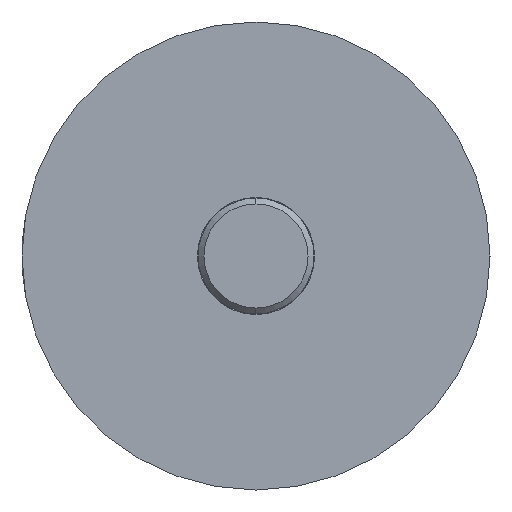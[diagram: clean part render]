
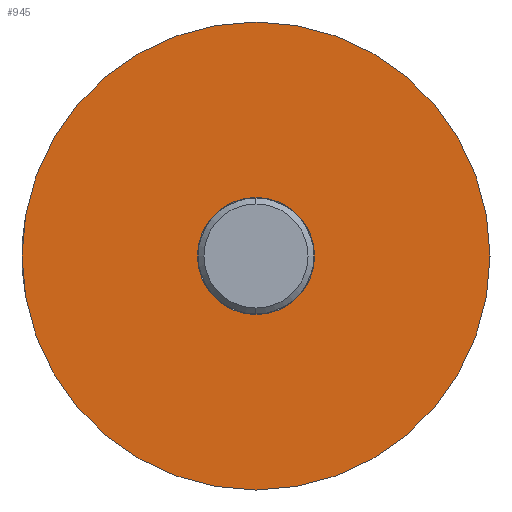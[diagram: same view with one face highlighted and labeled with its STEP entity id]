
A CAD part, left-side view. The second image highlights one B-rep face of the part: STEP entity #945.
In plain terms, the highlighted planar face has unit normal (-1, 0, 0).
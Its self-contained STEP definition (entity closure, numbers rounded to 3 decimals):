
#788=CARTESIAN_POINT('',(0.,0.,0.));
#789=DIRECTION('',(-1.,0.,0.));
#790=DIRECTION('',(0.,1.,0.));
#791=AXIS2_PLACEMENT_3D('',#788,#789,#790);
#793=CARTESIAN_POINT('',(0.,0.,0.));
#794=DIRECTION('',(1.,0.,0.));
#795=DIRECTION('',(0.,1.,0.));
#796=AXIS2_PLACEMENT_3D('',#793,#794,#795);
#798=CARTESIAN_POINT('',(0.,0.,0.));
#799=DIRECTION('',(-1.,0.,0.));
#800=DIRECTION('',(0.,1.,0.));
#801=AXIS2_PLACEMENT_3D('',#798,#799,#800);
#803=CARTESIAN_POINT('',(0.,0.,0.));
#804=DIRECTION('',(-1.,0.,0.));
#805=DIRECTION('',(0.,-1.,0.));
#806=AXIS2_PLACEMENT_3D('',#803,#804,#805);
#817=CARTESIAN_POINT('',(0.,20.,0.));
#819=VERTEX_POINT('',#817);
#821=CARTESIAN_POINT('',(0.,-20.,0.));
#823=VERTEX_POINT('',#821);
#836=CARTESIAN_POINT('',(0.,5.,0.));
#837=CARTESIAN_POINT('',(0.,-5.,0.));
#838=VERTEX_POINT('',#836);
#839=VERTEX_POINT('',#837);
#930=CARTESIAN_POINT('',(0.,0.,0.));
#931=DIRECTION('',(1.,0.,0.));
#932=DIRECTION('',(0.,-1.,0.));
#933=AXIS2_PLACEMENT_3D('',#930,#931,#932);
#934=PLANE('',#933);
#935=ORIENTED_EDGE('',*,*,#923,.F.);
#936=ORIENTED_EDGE('',*,*,#912,.T.);
#937=EDGE_LOOP('',(#935,#936));
#938=FACE_OUTER_BOUND('',#937,.F.);
#940=ORIENTED_EDGE('',*,*,#939,.T.);
#942=ORIENTED_EDGE('',*,*,#941,.T.);
#943=EDGE_LOOP('',(#940,#942));
#944=FACE_BOUND('',#943,.F.);
#792=CIRCLE('',#791,20.);
#797=CIRCLE('',#796,20.);
#802=CIRCLE('',#801,5.);
#807=CIRCLE('',#806,5.);
#912=EDGE_CURVE('',#819,#823,#797,.T.);
#923=EDGE_CURVE('',#819,#823,#792,.T.);
#939=EDGE_CURVE('',#838,#839,#802,.T.);
#941=EDGE_CURVE('',#839,#838,#807,.T.);
#945=ADVANCED_FACE('',(#938,#944),#934,.F.);
